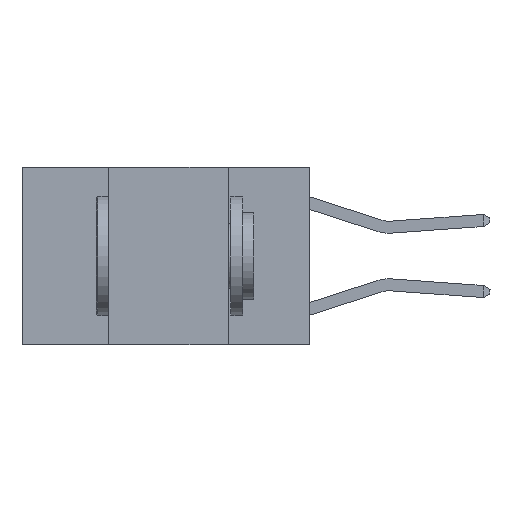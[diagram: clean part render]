
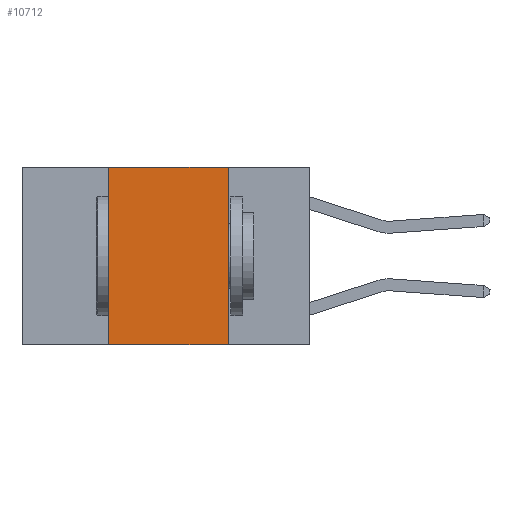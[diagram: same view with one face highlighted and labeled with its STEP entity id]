
A CAD part, left-side view. The second image highlights one B-rep face of the part: STEP entity #10712.
In plain terms, the highlighted planar face has unit normal (-1, 0, 0).
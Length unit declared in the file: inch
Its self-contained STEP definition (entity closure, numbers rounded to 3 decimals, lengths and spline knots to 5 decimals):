
#432 = CARTESIAN_POINT ( 'NONE',  ( 0., 0.42, 0. ) ) ;
#2259 = EDGE_CURVE ( 'NONE', #4981, #3186, #15937, .T. ) ;
#2340 = DIRECTION ( 'NONE',  ( 0., 0., 1. ) ) ;
#2553 = CARTESIAN_POINT ( 'NONE',  ( 0., 0.17, -0.37 ) ) ;
#3021 = DIRECTION ( 'NONE',  ( 0., 0., -1. ) ) ;
#3186 = VERTEX_POINT ( 'NONE', #2553 ) ;
#3191 = ORIENTED_EDGE ( 'NONE', *, *, #5026, .F. ) ;
#4035 = VECTOR ( 'NONE', #15631, 39.37008 ) ;
#4567 = EDGE_LOOP ( 'NONE', ( #15256, #3191, #12001, #16249 ) ) ;
#4981 = VERTEX_POINT ( 'NONE', #5735 ) ;
#5026 = EDGE_CURVE ( 'NONE', #16506, #9977, #8430, .T. ) ;
#5735 = CARTESIAN_POINT ( 'NONE',  ( 0., 0.42, -0.37 ) ) ;
#6122 = CARTESIAN_POINT ( 'NONE',  ( 0., 0.6, 0. ) ) ;
#6126 = AXIS2_PLACEMENT_3D ( 'NONE', #6122, #20659, #11095 ) ;
#7524 = CARTESIAN_POINT ( 'NONE',  ( 0., 0.6, 0. ) ) ;
#8430 = LINE ( 'NONE', #7524, #4035 ) ;
#9401 = PLANE ( 'NONE',  #6126 ) ;
#9977 = VERTEX_POINT ( 'NONE', #16195 ) ;
#10712 = ADVANCED_FACE ( 'NONE', ( #19120 ), #9401, .F. ) ;
#11095 = DIRECTION ( 'NONE',  ( 0., 0., -1. ) ) ;
#11259 = CARTESIAN_POINT ( 'NONE',  ( 0., 0.17, 0. ) ) ;
#12001 = ORIENTED_EDGE ( 'NONE', *, *, #17305, .F. ) ;
#12052 = LINE ( 'NONE', #15450, #20034 ) ;
#12194 = VECTOR ( 'NONE', #19645, 39.37008 ) ;
#13730 = LINE ( 'NONE', #11259, #17974 ) ;
#14916 = CARTESIAN_POINT ( 'NONE',  ( 0., 0.6, -0.37 ) ) ;
#15256 = ORIENTED_EDGE ( 'NONE', *, *, #20104, .F. ) ;
#15450 = CARTESIAN_POINT ( 'NONE',  ( 0., 0.42, 0. ) ) ;
#15631 = DIRECTION ( 'NONE',  ( 0., -1., 0. ) ) ;
#15937 = LINE ( 'NONE', #14916, #12194 ) ;
#16195 = CARTESIAN_POINT ( 'NONE',  ( 0., 0.17, 0. ) ) ;
#16249 = ORIENTED_EDGE ( 'NONE', *, *, #2259, .T. ) ;
#16506 = VERTEX_POINT ( 'NONE', #432 ) ;
#17305 = EDGE_CURVE ( 'NONE', #4981, #16506, #12052, .T. ) ;
#17974 = VECTOR ( 'NONE', #3021, 39.37008 ) ;
#19120 = FACE_OUTER_BOUND ( 'NONE', #4567, .T. ) ;
#19645 = DIRECTION ( 'NONE',  ( 0., -1., 0. ) ) ;
#20034 = VECTOR ( 'NONE', #2340, 39.37008 ) ;
#20104 = EDGE_CURVE ( 'NONE', #9977, #3186, #13730, .T. ) ;
#20659 = DIRECTION ( 'NONE',  ( 1., 0., 0. ) ) ;
